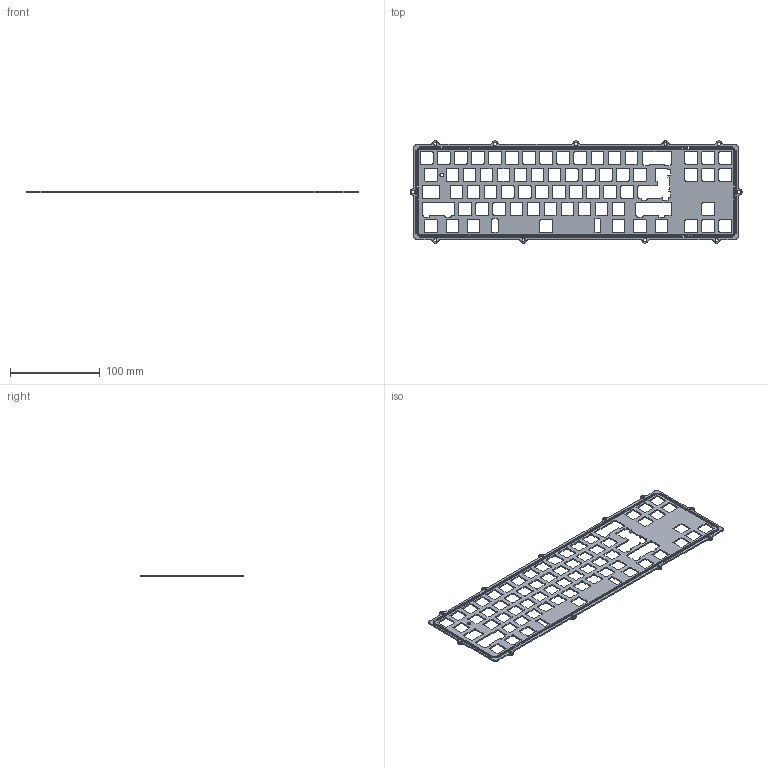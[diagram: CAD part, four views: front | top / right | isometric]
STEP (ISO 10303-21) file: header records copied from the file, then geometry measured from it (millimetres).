
FILE_DESCRIPTION(/* description */ (''),/* implementation_level */ '2;1');
FILE_NAME(/* name */ 'OGR_FRL_TKL_Plate_Leaf_Spring.step',/* time_stamp */ '2023-08-02T12:00:26+01:00',/* author */ (''),/* organization */ (''),/* preprocessor_version */ 'ST-DEVELOPER v19.2',/* originating_system */ 'Autodesk Translation Framework v11.17.0.187',/* authorisation */ '');
FILE_SCHEMA (('AUTOMOTIVE_DESIGN { 1 0 10303 214 3 1 1 }'));
Length unit declared in the file: millimetre
Products named in the file (1): FusionComponent
Bounding box: 370.79 x 114.22 x 1.5 mm (x, y, z)
Volume: 32460.8 mm3; surface area: 56466.3 mm2
Topology: 1 solids, 1 shells, 803 faces, 2403 edges, 1602 vertices
Faces by surface type: plane 406, cylinder 397
Full cylindrical faces by diameter (mm): 3.5 x11, 4 x1
Entity records: 27680 total; most frequent: CARTESIAN_POINT 4809, ORIENTED_EDGE 4806, DIRECTION 4805, EDGE_CURVE 2403, LINE 1609, VECTOR 1609, VERTEX_POINT 1602, AXIS2_PLACEMENT_3D 1598
